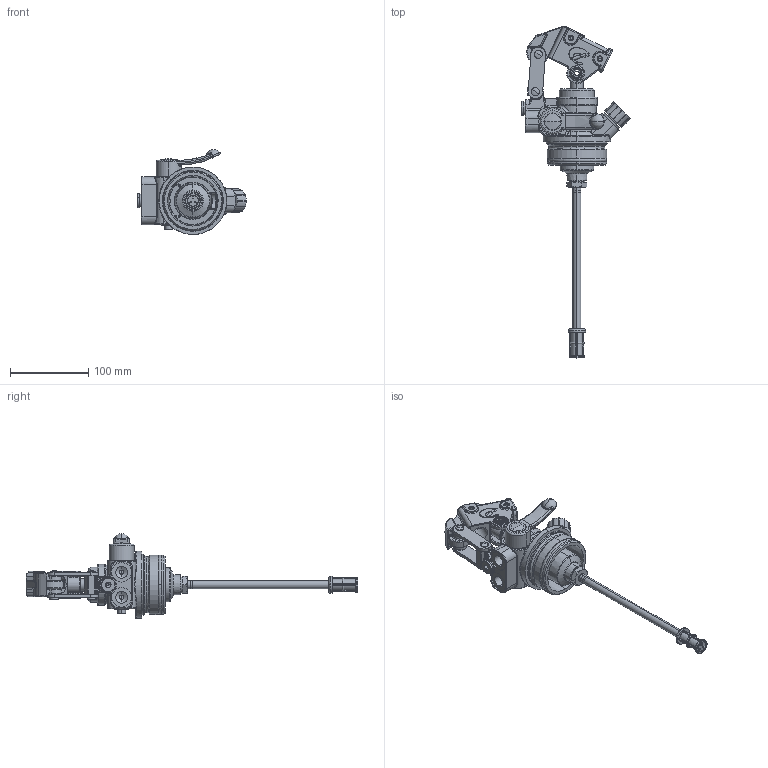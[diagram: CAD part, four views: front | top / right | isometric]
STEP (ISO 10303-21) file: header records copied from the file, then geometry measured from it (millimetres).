
FILE_DESCRIPTION (( 'STEP AP203' ), '1' );
FILE_NAME ('P16D1.STEP', '2009-09-30T14:31:37', ( 'Chapel' ), ( 'Chapel' ), 'SwSTEP 2.0', 'SolidWorks 2007', '' );
FILE_SCHEMA (( 'CONFIG_CONTROL_DESIGN' ));
Products named in the file (1): P16D1
Bounding box: 139.05 x 423.28 x 108.4 mm (x, y, z)
Volume: 442548.8 mm3; surface area: 162318.3 mm2
Topology: 24 solids, 24 shells, 1557 faces, 3717 edges, 2177 vertices
Faces by surface type: cylinder 577, plane 299, bspline 283, torus 227, cone 138, sphere 33
Entity records: 57550 total; most frequent: CARTESIAN_POINT 23251, ORIENTED_EDGE 7270, DIRECTION 7213, EDGE_CURVE 3635, AXIS2_PLACEMENT_3D 3049, VERTEX_POINT 2173, CIRCLE 1774, EDGE_LOOP 1666
